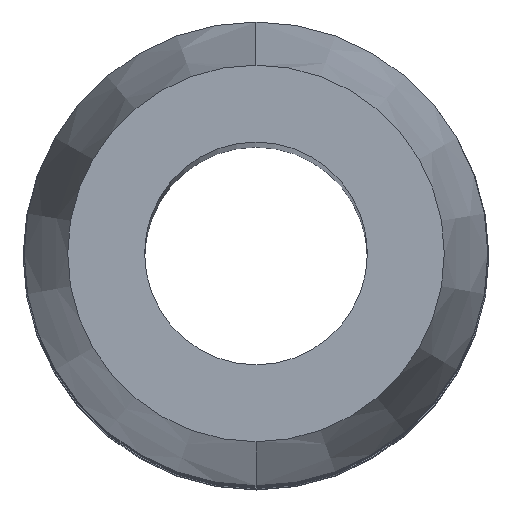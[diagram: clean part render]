
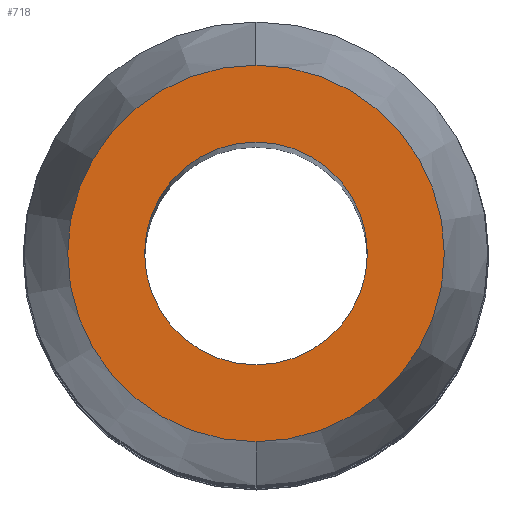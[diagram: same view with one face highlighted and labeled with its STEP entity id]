
A CAD part, top view. The second image highlights one B-rep face of the part: STEP entity #718.
In plain terms, the highlighted planar face has unit normal (0, 0, 1).
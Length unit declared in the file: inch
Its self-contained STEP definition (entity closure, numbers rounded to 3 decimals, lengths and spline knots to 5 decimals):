
#22 = EDGE_LOOP ( 'NONE', ( #189, #959 ) ) ;
#33 = DIRECTION ( 'NONE',  ( 0., 1., 0. ) ) ;
#61 = DIRECTION ( 'NONE',  ( 1., 0., 0. ) ) ;
#63 = CARTESIAN_POINT ( 'NONE',  ( 0., -0.093, 0.723 ) ) ;
#189 = ORIENTED_EDGE ( 'NONE', *, *, #296, .F. ) ;
#215 = DIRECTION ( 'NONE',  ( 0., 0., -1. ) ) ;
#245 = VERTEX_POINT ( 'NONE', #481 ) ;
#259 = EDGE_LOOP ( 'NONE', ( #989, #864 ) ) ;
#264 = EDGE_CURVE ( 'NONE', #245, #550, #1111, .T. ) ;
#269 = DIRECTION ( 'NONE',  ( 0., 0., 1. ) ) ;
#273 = FACE_OUTER_BOUND ( 'NONE', #22, .T. ) ;
#274 = AXIS2_PLACEMENT_3D ( 'NONE', #363, #269, #894 ) ;
#296 = EDGE_CURVE ( 'NONE', #550, #245, #372, .T. ) ;
#323 = CARTESIAN_POINT ( 'NONE',  ( 0.055, 0., 0.723 ) ) ;
#346 = DIRECTION ( 'NONE',  ( 0., 0., 1. ) ) ;
#363 = CARTESIAN_POINT ( 'NONE',  ( 0., 0., 0.723 ) ) ;
#372 = CIRCLE ( 'NONE', #407, 0.093 ) ;
#398 = CIRCLE ( 'NONE', #431, 0.055 ) ;
#407 = AXIS2_PLACEMENT_3D ( 'NONE', #1113, #576, #33 ) ;
#431 = AXIS2_PLACEMENT_3D ( 'NONE', #874, #346, #971 ) ;
#449 = EDGE_CURVE ( 'NONE', #1132, #508, #1073, .T. ) ;
#481 = CARTESIAN_POINT ( 'NONE',  ( 0., 0.093, 0.723 ) ) ;
#503 = EDGE_CURVE ( 'NONE', #508, #1132, #398, .T. ) ;
#508 = VERTEX_POINT ( 'NONE', #782 ) ;
#550 = VERTEX_POINT ( 'NONE', #63 ) ;
#576 = DIRECTION ( 'NONE',  ( 0., 0., -1. ) ) ;
#603 = DIRECTION ( 'NONE',  ( 0., 0., 1. ) ) ;
#667 = AXIS2_PLACEMENT_3D ( 'NONE', #1137, #603, #61 ) ;
#701 = AXIS2_PLACEMENT_3D ( 'NONE', #747, #215, #831 ) ;
#712 = PLANE ( 'NONE',  #274 ) ;
#718 = ADVANCED_FACE ( 'NONE', ( #766, #273 ), #712, .T. ) ;
#747 = CARTESIAN_POINT ( 'NONE',  ( 0., 0., 0.723 ) ) ;
#766 = FACE_BOUND ( 'NONE', #259, .T. ) ;
#782 = CARTESIAN_POINT ( 'NONE',  ( -0.055, 0., 0.723 ) ) ;
#831 = DIRECTION ( 'NONE',  ( 0., 1., 0. ) ) ;
#864 = ORIENTED_EDGE ( 'NONE', *, *, #503, .F. ) ;
#874 = CARTESIAN_POINT ( 'NONE',  ( 0., 0., 0.723 ) ) ;
#894 = DIRECTION ( 'NONE',  ( 1., 0., 0. ) ) ;
#959 = ORIENTED_EDGE ( 'NONE', *, *, #264, .F. ) ;
#971 = DIRECTION ( 'NONE',  ( 1., 0., 0. ) ) ;
#989 = ORIENTED_EDGE ( 'NONE', *, *, #449, .F. ) ;
#1073 = CIRCLE ( 'NONE', #667, 0.055 ) ;
#1111 = CIRCLE ( 'NONE', #701, 0.093 ) ;
#1113 = CARTESIAN_POINT ( 'NONE',  ( 0., 0., 0.723 ) ) ;
#1132 = VERTEX_POINT ( 'NONE', #323 ) ;
#1137 = CARTESIAN_POINT ( 'NONE',  ( 0., 0., 0.723 ) ) ;
